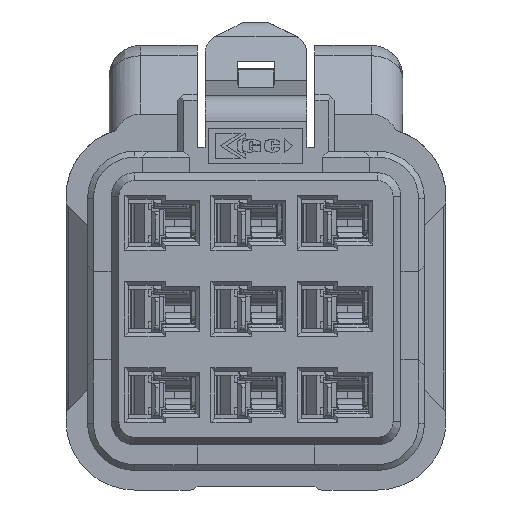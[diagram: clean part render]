
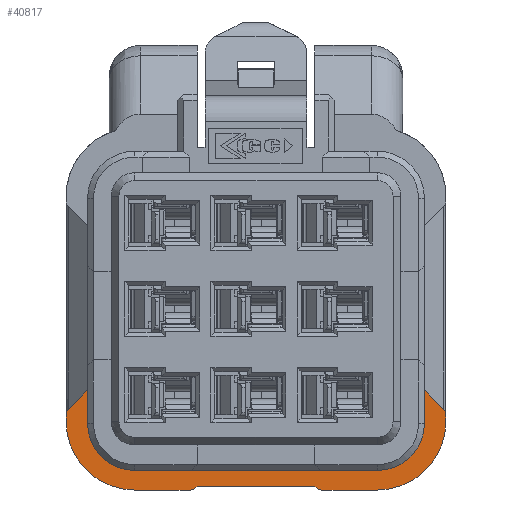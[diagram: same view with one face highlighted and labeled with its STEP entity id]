
A CAD part, front view. The second image highlights one B-rep face of the part: STEP entity #40817.
In plain terms, the highlighted planar face has unit normal (0, -1, 0).
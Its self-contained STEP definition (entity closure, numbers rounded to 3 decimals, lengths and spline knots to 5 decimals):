
#2262=DIRECTION('',(1.,0.,0.));
#2263=VECTOR('',#2262,0.05579);
#2264=CARTESIAN_POINT('',(-10.50621,-1.18893,
1.92795));
#2265=LINE('',#2264,#2263);
#2274=DIRECTION('',(1.,0.,0.));
#2275=VECTOR('',#2274,0.05579);
#2276=CARTESIAN_POINT('',(-10.31791,-1.18893,
1.92795));
#2277=LINE('',#2276,#2275);
#10586=DIRECTION('',(0.,0.,1.));
#10587=VECTOR('',#10586,0.03366);
#10588=CARTESIAN_POINT('',(-10.55346,-1.18893,
1.99488));
#10589=LINE('',#10588,#10587);
#10689=CARTESIAN_POINT('',(-10.26212,-1.18893,
1.99488));
#10690=DIRECTION('',(0.,1.,0.));
#10691=DIRECTION('',(1.,0.,0.));
#10692=AXIS2_PLACEMENT_3D('',#10689,#10690,#10691);
#10714=DIRECTION('',(0.,0.,-1.));
#10715=VECTOR('',#10714,0.03366);
#10716=CARTESIAN_POINT('',(-10.21488,-1.18893,
2.02854));
#10717=LINE('',#10716,#10715);
#10856=DIRECTION('',(-1.,0.,0.));
#10857=VECTOR('',#10856,0.24409);
#10858=CARTESIAN_POINT('',(-10.26212,-1.18893,
1.94764));
#10859=LINE('',#10858,#10857);
#10876=CARTESIAN_POINT('',(-10.56724,-1.18893,
2.00363));
#10877=DIRECTION('',(0.,-1.,0.));
#10878=DIRECTION('',(-0.707,0.,0.707));
#10879=AXIS2_PLACEMENT_3D('',#10876,#10877,#10878);
#10881=CARTESIAN_POINT('',(-10.2011,-1.18893,
2.00363));
#10882=DIRECTION('',(0.,-1.,0.));
#10883=DIRECTION('',(1.,0.,0.));
#10884=AXIS2_PLACEMENT_3D('',#10881,#10882,#10883);
#10886=CARTESIAN_POINT('',(-10.26212,-1.18893,
1.99685));
#10887=DIRECTION('',(0.,-1.,0.));
#10888=DIRECTION('',(0.,0.,-1.));
#10889=AXIS2_PLACEMENT_3D('',#10886,#10887,#10888);
#10891=CARTESIAN_POINT('',(-10.31791,-1.18893,
1.93583));
#10892=DIRECTION('',(0.,-1.,0.));
#10893=DIRECTION('',(-0.707,0.,-0.707));
#10894=AXIS2_PLACEMENT_3D('',#10891,#10892,#10893);
#10896=DIRECTION('',(-0.707,0.,0.707));
#10897=VECTOR('',#10896,0.00231);
#10898=CARTESIAN_POINT('',(-10.32348,-1.18893,
1.93026));
#10899=LINE('',#10898,#10897);
#10900=DIRECTION('',(1.,0.,0.));
#10901=VECTOR('',#10900,0.11811);
#10902=CARTESIAN_POINT('',(-10.44322,-1.18893,
1.93189));
#10903=LINE('',#10902,#10901);
#10904=DIRECTION('',(-0.707,0.,-0.707));
#10905=VECTOR('',#10904,0.00231);
#10906=CARTESIAN_POINT('',(-10.44322,-1.18893,
1.93189));
#10907=LINE('',#10906,#10905);
#10908=CARTESIAN_POINT('',(-10.45042,-1.18893,
1.93583));
#10909=DIRECTION('',(0.,-1.,0.));
#10910=DIRECTION('',(0.,0.,-1.));
#10911=AXIS2_PLACEMENT_3D('',#10908,#10909,#10910);
#10913=CARTESIAN_POINT('',(-10.50621,-1.18893,
1.99685));
#10914=DIRECTION('',(0.,-1.,0.));
#10915=DIRECTION('',(-1.,0.,0.));
#10916=AXIS2_PLACEMENT_3D('',#10913,#10914,#10915);
#10933=DIRECTION('',(-0.707,0.,-0.707));
#10934=VECTOR('',#10933,0.02736);
#10935=CARTESIAN_POINT('',(-10.55346,-1.18893,
2.02854));
#10936=LINE('',#10935,#10934);
#10969=DIRECTION('',(0.,0.,-1.));
#10970=VECTOR('',#10969,0.00678);
#10971=CARTESIAN_POINT('',(-10.57511,-1.18893,
2.00363));
#10972=LINE('',#10971,#10970);
#10995=CARTESIAN_POINT('',(-10.50621,-1.18893,
1.99488));
#10996=DIRECTION('',(0.,1.,0.));
#10997=DIRECTION('',(0.,0.,-1.));
#10998=AXIS2_PLACEMENT_3D('',#10995,#10996,#10997);
#11032=DIRECTION('',(-0.707,0.,0.707));
#11033=VECTOR('',#11032,0.02736);
#11034=CARTESIAN_POINT('',(-10.19553,-1.18893,
2.0092));
#11035=LINE('',#11034,#11033);
#11055=DIRECTION('',(0.,0.,1.));
#11056=VECTOR('',#11055,0.00678);
#11057=CARTESIAN_POINT('',(-10.19322,-1.18893,
1.99685));
#11058=LINE('',#11057,#11056);
#15821=CARTESIAN_POINT('',(-10.44322,-1.18893,
1.93189));
#15822=CARTESIAN_POINT('',(-10.32511,-1.18893,
1.93189));
#15823=VERTEX_POINT('',#15821);
#15824=VERTEX_POINT('',#15822);
#15825=CARTESIAN_POINT('',(-10.45042,-1.18893,
1.92795));
#15826=CARTESIAN_POINT('',(-10.44485,-1.18893,
1.93026));
#15827=VERTEX_POINT('',#15825);
#15828=VERTEX_POINT('',#15826);
#15829=CARTESIAN_POINT('',(-10.32348,-1.18893,
1.93026));
#15830=CARTESIAN_POINT('',(-10.31791,-1.18893,
1.92795));
#15831=VERTEX_POINT('',#15829);
#15832=VERTEX_POINT('',#15830);
#15833=CARTESIAN_POINT('',(-10.57511,-1.18893,
1.99685));
#15834=CARTESIAN_POINT('',(-10.50621,-1.18893,
1.92795));
#15835=VERTEX_POINT('',#15833);
#15836=VERTEX_POINT('',#15834);
#15837=CARTESIAN_POINT('',(-10.26212,-1.18893,
1.92795));
#15838=CARTESIAN_POINT('',(-10.19322,-1.18893,
1.99685));
#15839=VERTEX_POINT('',#15837);
#15840=VERTEX_POINT('',#15838);
#15841=CARTESIAN_POINT('',(-10.26212,-1.18893,
1.94764));
#15842=CARTESIAN_POINT('',(-10.50621,-1.18893,
1.94764));
#15843=VERTEX_POINT('',#15841);
#15844=VERTEX_POINT('',#15842);
#15845=CARTESIAN_POINT('',(-10.55346,-1.18893,
1.99488));
#15846=VERTEX_POINT('',#15845);
#15847=CARTESIAN_POINT('',(-10.21488,-1.18893,
1.99488));
#15848=VERTEX_POINT('',#15847);
#17051=CARTESIAN_POINT('',(-10.55346,-1.18893,
2.02854));
#17053=VERTEX_POINT('',#17051);
#17056=CARTESIAN_POINT('',(-10.21488,-1.18893,
2.02854));
#17058=VERTEX_POINT('',#17056);
#17060=CARTESIAN_POINT('',(-10.57281,-1.18893,
2.0092));
#17062=VERTEX_POINT('',#17060);
#17063=CARTESIAN_POINT('',(-10.57511,-1.18893,
2.00363));
#17064=VERTEX_POINT('',#17063);
#17067=CARTESIAN_POINT('',(-10.19322,-1.18893,
2.00363));
#17068=CARTESIAN_POINT('',(-10.19553,-1.18893,
2.0092));
#17069=VERTEX_POINT('',#17067);
#17070=VERTEX_POINT('',#17068);
#40781=CARTESIAN_POINT('',(-10.38417,-1.18893,
2.06673));
#40782=DIRECTION('',(0.,-1.,0.));
#40783=DIRECTION('',(1.,0.,0.));
#40784=AXIS2_PLACEMENT_3D('',#40781,#40782,#40783);
#40785=PLANE('',#40784);
#40787=ORIENTED_EDGE('',*,*,#40786,.F.);
#40789=ORIENTED_EDGE('',*,*,#40788,.F.);
#40790=ORIENTED_EDGE('',*,*,#40264,.F.);
#40792=ORIENTED_EDGE('',*,*,#40791,.F.);
#40793=ORIENTED_EDGE('',*,*,#40760,.F.);
#40794=ORIENTED_EDGE('',*,*,#40426,.F.);
#40795=ORIENTED_EDGE('',*,*,#40455,.F.);
#40797=ORIENTED_EDGE('',*,*,#40796,.F.);
#40799=ORIENTED_EDGE('',*,*,#40798,.F.);
#40801=ORIENTED_EDGE('',*,*,#40800,.F.);
#40803=ORIENTED_EDGE('',*,*,#40802,.F.);
#40804=ORIENTED_EDGE('',*,*,#24391,.F.);
#40805=ORIENTED_EDGE('',*,*,#24181,.F.);
#40806=ORIENTED_EDGE('',*,*,#24204,.T.);
#40807=ORIENTED_EDGE('',*,*,#24266,.F.);
#40808=ORIENTED_EDGE('',*,*,#24288,.T.);
#40809=ORIENTED_EDGE('',*,*,#24349,.F.);
#40810=ORIENTED_EDGE('',*,*,#24371,.F.);
#40812=ORIENTED_EDGE('',*,*,#40811,.F.);
#40814=ORIENTED_EDGE('',*,*,#40813,.F.);
#40815=EDGE_LOOP('',(#40787,#40789,#40790,#40792,#40793,#40794,#40795,#40797,
#40799,#40801,#40803,#40804,#40805,#40806,#40807,#40808,#40809,#40810,#40812,
#40814));
#40816=FACE_OUTER_BOUND('',#40815,.F.);
#40817=ADVANCED_FACE('',(#40816),#40785,.T.);
#10693=CIRCLE('',#10692,0.04724);
#10880=CIRCLE('',#10879,0.00787);
#10885=CIRCLE('',#10884,0.00787);
#10890=CIRCLE('',#10889,0.0689);
#10895=CIRCLE('',#10894,0.00787);
#10912=CIRCLE('',#10911,0.00787);
#10917=CIRCLE('',#10916,0.0689);
#10999=CIRCLE('',#10998,0.04724);
#24181=EDGE_CURVE('',#15831,#15832,#10895,.T.);
#24204=EDGE_CURVE('',#15831,#15824,#10899,.T.);
#24266=EDGE_CURVE('',#15823,#15824,#10903,.T.);
#24288=EDGE_CURVE('',#15823,#15828,#10907,.T.);
#24349=EDGE_CURVE('',#15827,#15828,#10912,.T.);
#24371=EDGE_CURVE('',#15836,#15827,#2265,.T.);
#24391=EDGE_CURVE('',#15832,#15839,#2277,.T.);
#40264=EDGE_CURVE('',#15846,#17053,#10589,.T.);
#40426=EDGE_CURVE('',#15848,#15843,#10693,.T.);
#40455=EDGE_CURVE('',#17058,#15848,#10717,.T.);
#40760=EDGE_CURVE('',#15843,#15844,#10859,.T.);
#40786=EDGE_CURVE('',#17062,#17064,#10880,.T.);
#40788=EDGE_CURVE('',#17053,#17062,#10936,.T.);
#40791=EDGE_CURVE('',#15844,#15846,#10999,.T.);
#40796=EDGE_CURVE('',#17070,#17058,#11035,.T.);
#40798=EDGE_CURVE('',#17069,#17070,#10885,.T.);
#40800=EDGE_CURVE('',#15840,#17069,#11058,.T.);
#40802=EDGE_CURVE('',#15839,#15840,#10890,.T.);
#40811=EDGE_CURVE('',#15835,#15836,#10917,.T.);
#40813=EDGE_CURVE('',#17064,#15835,#10972,.T.);
